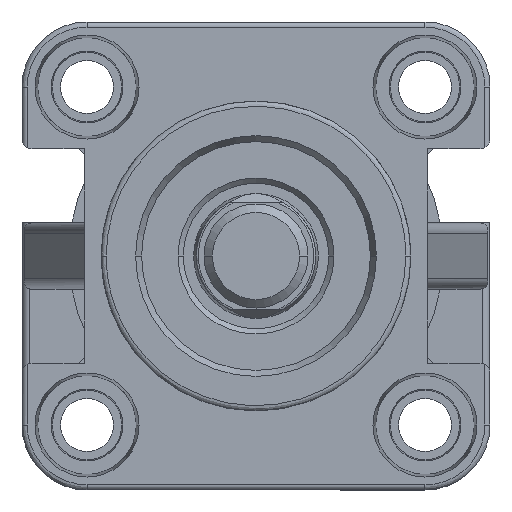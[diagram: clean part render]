
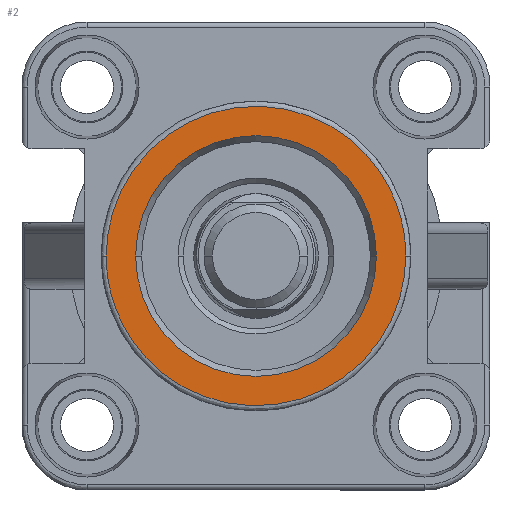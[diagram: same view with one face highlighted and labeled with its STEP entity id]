
A CAD part, left-side view. The second image highlights one B-rep face of the part: STEP entity #2.
In plain terms, the highlighted planar face has unit normal (-1, 0, 0).
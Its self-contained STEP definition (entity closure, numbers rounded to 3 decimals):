
#2 = ADVANCED_FACE ( 'NONE', ( #9031, #5376 ), #9053, .F. ) ;
#89 = CARTESIAN_POINT ( 'NONE',  ( 0., 0., 0. ) ) ;
#467 = AXIS2_PLACEMENT_3D ( 'NONE', #770, #17616, #10832 ) ;
#770 = CARTESIAN_POINT ( 'NONE',  ( 0., 11., 0. ) ) ;
#960 =( BOUNDED_CURVE ( )  B_SPLINE_CURVE ( 3, ( #12518, #1358, #4274, #10953 ),
 .UNSPECIFIED., .F., .T. ) 
 B_SPLINE_CURVE_WITH_KNOTS ( ( 4, 4 ),
 ( 0., 1. ),
 .UNSPECIFIED. ) 
 CURVE ( )  GEOMETRIC_REPRESENTATION_ITEM ( )  RATIONAL_B_SPLINE_CURVE ( ( 1., 0.333, 0.333, 1. ) ) 
 REPRESENTATION_ITEM ( '' )  );
#1055 = VERTEX_POINT ( 'NONE', #8715 ) ;
#1310 = EDGE_LOOP ( 'NONE', ( #12899, #3441 ) ) ;
#1341 = CARTESIAN_POINT ( 'NONE',  ( 0., -28.8, 14.4 ) ) ;
#1358 = CARTESIAN_POINT ( 'NONE',  ( 0., 28.8, -14.4 ) ) ;
#1800 = DIRECTION ( 'NONE',  ( -1., 0., 0. ) ) ;
#2503 = EDGE_CURVE ( 'NONE', #10669, #1055, #11679, .T. ) ;
#2840 = CARTESIAN_POINT ( 'NONE',  ( 0., 0., 14.4 ) ) ;
#3441 = ORIENTED_EDGE ( 'NONE', *, *, #14564, .F. ) ;
#3640 = CARTESIAN_POINT ( 'NONE',  ( 0., 0., 14.4 ) ) ;
#3671 = EDGE_CURVE ( 'NONE', #1055, #10669, #960, .T. ) ;
#4274 = CARTESIAN_POINT ( 'NONE',  ( 0., 28.8, 14.4 ) ) ;
#4898 = ORIENTED_EDGE ( 'NONE', *, *, #3671, .F. ) ;
#5376 = FACE_OUTER_BOUND ( 'NONE', #13272, .T. ) ;
#5919 = CARTESIAN_POINT ( 'NONE',  ( 0., 0., 11.577 ) ) ;
#6471 = CIRCLE ( 'NONE', #17523, 11.577 ) ;
#7058 = CARTESIAN_POINT ( 'NONE',  ( 0., 0., 0. ) ) ;
#8223 = DIRECTION ( 'NONE',  ( 0., 0., 1. ) ) ;
#8715 = CARTESIAN_POINT ( 'NONE',  ( 0., 0., -14.4 ) ) ;
#9031 = FACE_BOUND ( 'NONE', #1310, .T. ) ;
#9053 = PLANE ( 'NONE',  #467 ) ;
#9080 = CIRCLE ( 'NONE', #11965, 11.577 ) ;
#10009 = CARTESIAN_POINT ( 'NONE',  ( 0., 0., -11.577 ) ) ;
#10669 = VERTEX_POINT ( 'NONE', #3640 ) ;
#10832 = DIRECTION ( 'NONE',  ( 0., 0., -1. ) ) ;
#10953 = CARTESIAN_POINT ( 'NONE',  ( 0., 0., 14.4 ) ) ;
#11224 = DIRECTION ( 'NONE',  ( 0., 0., 1. ) ) ;
#11679 =( BOUNDED_CURVE ( )  B_SPLINE_CURVE ( 3, ( #2840, #1341, #13513, #16407 ),
 .UNSPECIFIED., .F., .T. ) 
 B_SPLINE_CURVE_WITH_KNOTS ( ( 4, 4 ),
 ( 0., 1. ),
 .UNSPECIFIED. ) 
 CURVE ( )  GEOMETRIC_REPRESENTATION_ITEM ( )  RATIONAL_B_SPLINE_CURVE ( ( 1., 0.333, 0.333, 1. ) ) 
 REPRESENTATION_ITEM ( '' )  );
#11764 = ORIENTED_EDGE ( 'NONE', *, *, #2503, .F. ) ;
#11965 = AXIS2_PLACEMENT_3D ( 'NONE', #89, #15178, #8223 ) ;
#12476 = VERTEX_POINT ( 'NONE', #10009 ) ;
#12518 = CARTESIAN_POINT ( 'NONE',  ( 0., 0., -14.4 ) ) ;
#12899 = ORIENTED_EDGE ( 'NONE', *, *, #16149, .F. ) ;
#13272 = EDGE_LOOP ( 'NONE', ( #4898, #11764 ) ) ;
#13513 = CARTESIAN_POINT ( 'NONE',  ( 0., -28.8, -14.4 ) ) ;
#14564 = EDGE_CURVE ( 'NONE', #12476, #14807, #6471, .T. ) ;
#14807 = VERTEX_POINT ( 'NONE', #5919 ) ;
#15178 = DIRECTION ( 'NONE',  ( -1., 0., 0. ) ) ;
#16149 = EDGE_CURVE ( 'NONE', #14807, #12476, #9080, .T. ) ;
#16407 = CARTESIAN_POINT ( 'NONE',  ( 0., 0., -14.4 ) ) ;
#17523 = AXIS2_PLACEMENT_3D ( 'NONE', #7058, #1800, #11224 ) ;
#17616 = DIRECTION ( 'NONE',  ( 1., 0., 0. ) ) ;
